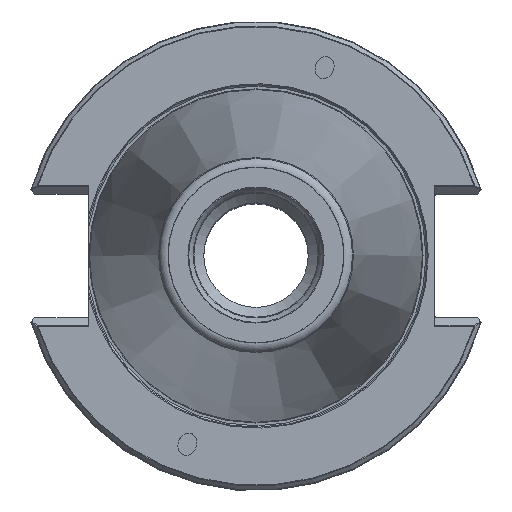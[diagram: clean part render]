
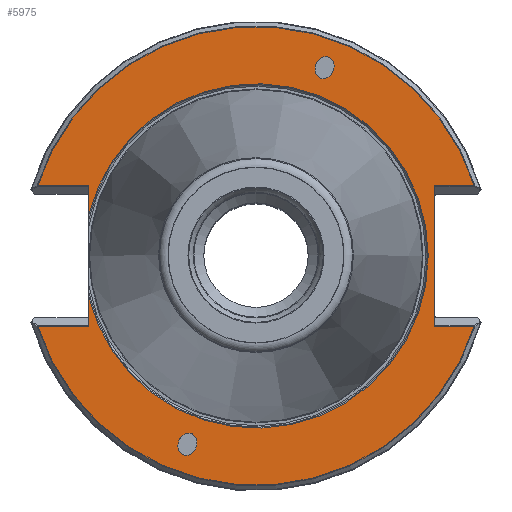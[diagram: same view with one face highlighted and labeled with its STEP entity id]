
A CAD part, top view. The second image highlights one B-rep face of the part: STEP entity #5975.
In plain terms, the highlighted planar face has unit normal (0, 0, 1).
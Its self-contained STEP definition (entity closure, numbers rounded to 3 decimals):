
#28=ELLIPSE('',#6400,2.381,1.95);
#29=ELLIPSE('',#6402,2.381,1.95);
#206=LINE('',#9244,#412);
#208=LINE('',#9248,#414);
#224=LINE('',#9314,#430);
#225=LINE('',#9316,#431);
#226=LINE('',#9317,#432);
#227=LINE('',#9319,#433);
#228=LINE('',#9320,#434);
#412=VECTOR('',#7469,1000.);
#414=VECTOR('',#7473,1000.);
#430=VECTOR('',#7521,1000.);
#431=VECTOR('',#7522,1000.);
#432=VECTOR('',#7523,1000.);
#433=VECTOR('',#7524,1000.);
#434=VECTOR('',#7525,1000.);
#729=PLANE('',#6435);
#1771=ORIENTED_EDGE('',*,*,#2338,.F.);
#1772=ORIENTED_EDGE('',*,*,#2337,.F.);
#1773=ORIENTED_EDGE('',*,*,#2397,.F.);
#1774=ORIENTED_EDGE('',*,*,#2341,.T.);
#1775=ORIENTED_EDGE('',*,*,#2369,.T.);
#1776=ORIENTED_EDGE('',*,*,#2398,.T.);
#1777=ORIENTED_EDGE('',*,*,#2371,.F.);
#1778=ORIENTED_EDGE('',*,*,#2349,.T.);
#1779=ORIENTED_EDGE('',*,*,#2399,.T.);
#1780=ORIENTED_EDGE('',*,*,#2400,.T.);
#1781=ORIENTED_EDGE('',*,*,#2394,.F.);
#1782=ORIENTED_EDGE('',*,*,#2401,.T.);
#2337=EDGE_CURVE('',#2774,#2774,#28,.T.);
#2338=EDGE_CURVE('',#2775,#2775,#29,.T.);
#2341=EDGE_CURVE('',#2778,#2777,#3001,.T.);
#2349=EDGE_CURVE('',#2783,#2782,#3002,.T.);
#2369=EDGE_CURVE('',#2777,#2796,#206,.T.);
#2371=EDGE_CURVE('',#2783,#2797,#208,.T.);
#2394=EDGE_CURVE('',#2813,#2814,#3007,.T.);
#2397=EDGE_CURVE('',#2778,#2815,#224,.T.);
#2398=EDGE_CURVE('',#2796,#2797,#225,.T.);
#2399=EDGE_CURVE('',#2782,#2816,#226,.T.);
#2400=EDGE_CURVE('',#2816,#2814,#227,.T.);
#2401=EDGE_CURVE('',#2813,#2815,#228,.T.);
#2774=VERTEX_POINT('',#9155);
#2775=VERTEX_POINT('',#9158);
#2777=VERTEX_POINT('',#9169);
#2778=VERTEX_POINT('',#9171);
#2782=VERTEX_POINT('',#9194);
#2783=VERTEX_POINT('',#9196);
#2796=VERTEX_POINT('',#9245);
#2797=VERTEX_POINT('',#9249);
#2813=VERTEX_POINT('',#9303);
#2814=VERTEX_POINT('',#9304);
#2815=VERTEX_POINT('',#9315);
#2816=VERTEX_POINT('',#9318);
#3001=CIRCLE('',#6404,48.363);
#3002=CIRCLE('',#6408,48.363);
#3007=CIRCLE('',#6434,36.2);
#3376=EDGE_LOOP('',(#1771));
#3377=EDGE_LOOP('',(#1772));
#3378=EDGE_LOOP('',(#1773,#1774,#1775,#1776,#1777,#1778,#1779,#1780,#1781,
#1782));
#3774=FACE_BOUND('',#3376,.T.);
#3775=FACE_BOUND('',#3377,.T.);
#3776=FACE_BOUND('',#3378,.T.);
#5975=ADVANCED_FACE('',(#3774,#3775,#3776),#729,.T.);
#6400=AXIS2_PLACEMENT_3D('',#9154,#7414,#7415);
#6402=AXIS2_PLACEMENT_3D('',#9157,#7418,#7419);
#6404=AXIS2_PLACEMENT_3D('',#9170,#7422,#7423);
#6408=AXIS2_PLACEMENT_3D('',#9195,#7434,#7435);
#6434=AXIS2_PLACEMENT_3D('',#9302,#7517,#7518);
#6435=AXIS2_PLACEMENT_3D('',#9313,#7519,#7520);
#7414=DIRECTION('',(0.,0.,1.));
#7415=DIRECTION('',(-0.342,-0.94,0.));
#7418=DIRECTION('',(0.,0.,1.));
#7419=DIRECTION('',(0.342,0.94,0.));
#7422=DIRECTION('',(0.,0.,1.));
#7423=DIRECTION('',(1.,0.,0.));
#7434=DIRECTION('',(0.,0.,1.));
#7435=DIRECTION('',(1.,0.,0.));
#7469=DIRECTION('',(-1.,0.,0.));
#7473=DIRECTION('',(-1.,0.,0.));
#7517=DIRECTION('',(0.,0.,1.));
#7518=DIRECTION('',(1.,0.,0.));
#7519=DIRECTION('',(0.,0.,1.));
#7520=DIRECTION('',(1.,0.,0.));
#7521=DIRECTION('',(1.,0.,0.));
#7522=DIRECTION('',(0.,1.,0.));
#7523=DIRECTION('',(1.,0.,0.));
#7524=DIRECTION('',(0.,-1.,0.));
#7525=DIRECTION('',(0.,-1.,0.));
#9154=CARTESIAN_POINT('',(14.413,39.599,-1.3));
#9155=CARTESIAN_POINT('',(13.599,37.362,-1.3));
#9157=CARTESIAN_POINT('',(-14.413,-39.599,-1.3));
#9158=CARTESIAN_POINT('',(-13.599,-37.362,-1.3));
#9169=CARTESIAN_POINT('',(46.025,-14.855,-1.3));
#9170=CARTESIAN_POINT('',(0.,0.,-1.3));
#9171=CARTESIAN_POINT('',(-46.025,-14.855,-1.3));
#9194=CARTESIAN_POINT('',(-46.025,14.855,-1.3));
#9195=CARTESIAN_POINT('',(0.,0.,-1.3));
#9196=CARTESIAN_POINT('',(46.025,14.855,-1.3));
#9244=CARTESIAN_POINT('',(231.047,-14.855,-1.3));
#9245=CARTESIAN_POINT('',(37.57,-14.855,-1.3));
#9248=CARTESIAN_POINT('',(231.047,14.855,-1.3));
#9249=CARTESIAN_POINT('',(37.57,14.855,-1.3));
#9302=CARTESIAN_POINT('',(0.,0.,-1.3));
#9303=CARTESIAN_POINT('',(-35.16,-8.615,-1.3));
#9304=CARTESIAN_POINT('',(-35.16,8.615,-1.3));
#9313=CARTESIAN_POINT('',(36.2,0.,-1.3));
#9314=CARTESIAN_POINT('',(-228.637,-14.855,-1.3));
#9315=CARTESIAN_POINT('',(-35.16,-14.855,-1.3));
#9316=CARTESIAN_POINT('',(37.57,0.,-1.3));
#9317=CARTESIAN_POINT('',(-228.637,14.855,-1.3));
#9318=CARTESIAN_POINT('',(-35.16,14.855,-1.3));
#9319=CARTESIAN_POINT('',(-35.16,0.,-1.3));
#9320=CARTESIAN_POINT('',(-35.16,0.,-1.3));
